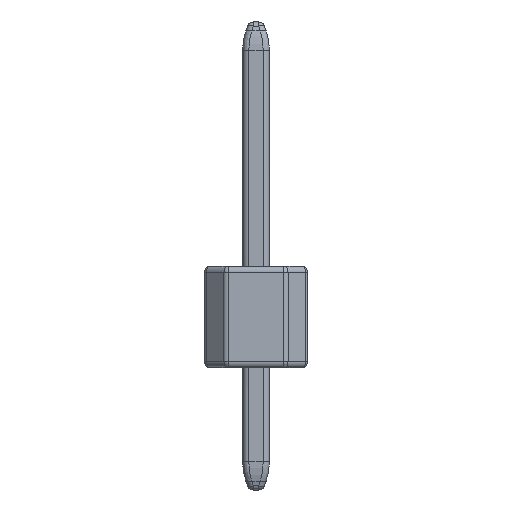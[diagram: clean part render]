
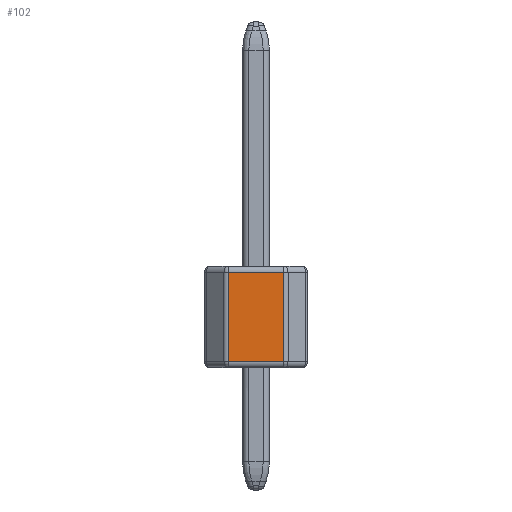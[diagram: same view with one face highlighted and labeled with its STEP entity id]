
A CAD part, left-side view. The second image highlights one B-rep face of the part: STEP entity #102.
In plain terms, the highlighted planar face has unit normal (-1, 0, 0).
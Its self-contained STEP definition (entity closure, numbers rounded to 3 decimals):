
#102 = ADVANCED_FACE('',(#103),#117,.T.);
#103 = FACE_BOUND('',#104,.T.);
#104 = EDGE_LOOP('',(#105,#140,#168,#196));
#105 = ORIENTED_EDGE('',*,*,#106,.T.);
#106 = EDGE_CURVE('',#107,#109,#111,.T.);
#107 = VERTEX_POINT('',#108);
#108 = CARTESIAN_POINT('',(-1.27,-0.682,0.15));
#109 = VERTEX_POINT('',#110);
#110 = CARTESIAN_POINT('',(-1.27,-0.682,2.35));
#111 = SURFACE_CURVE('',#112,(#116,#128),.PCURVE_S1.);
#112 = LINE('',#113,#114);
#113 = CARTESIAN_POINT('',(-1.27,-0.682,0.));
#114 = VECTOR('',#115,1.);
#115 = DIRECTION('',(0.,0.,1.));
#116 = PCURVE('',#117,#122);
#117 = PLANE('',#118);
#118 = AXIS2_PLACEMENT_3D('',#119,#120,#121);
#119 = CARTESIAN_POINT('',(-1.27,-0.744,0.));
#120 = DIRECTION('',(-1.,0.,0.));
#121 = DIRECTION('',(0.,1.,0.));
#122 = DEFINITIONAL_REPRESENTATION('',(#123),#127);
#123 = LINE('',#124,#125);
#124 = CARTESIAN_POINT('',(0.062,0.));
#125 = VECTOR('',#126,1.);
#126 = DIRECTION('',(0.,-1.));
#127 = ( GEOMETRIC_REPRESENTATION_CONTEXT(2) 
PARAMETRIC_REPRESENTATION_CONTEXT() REPRESENTATION_CONTEXT('2D SPACE',''
  ) );
#128 = PCURVE('',#129,#134);
#129 = CYLINDRICAL_SURFACE('',#130,0.15);
#130 = AXIS2_PLACEMENT_3D('',#131,#132,#133);
#131 = CARTESIAN_POINT('',(-1.12,-0.682,0.));
#132 = DIRECTION('',(0.,0.,1.));
#133 = DIRECTION('',(-1.,0.,0.));
#134 = DEFINITIONAL_REPRESENTATION('',(#135),#139);
#135 = LINE('',#136,#137);
#136 = CARTESIAN_POINT('',(0.,0.));
#137 = VECTOR('',#138,1.);
#138 = DIRECTION('',(0.,1.));
#139 = ( GEOMETRIC_REPRESENTATION_CONTEXT(2) 
PARAMETRIC_REPRESENTATION_CONTEXT() REPRESENTATION_CONTEXT('2D SPACE',''
  ) );
#140 = ORIENTED_EDGE('',*,*,#141,.T.);
#141 = EDGE_CURVE('',#109,#142,#144,.T.);
#142 = VERTEX_POINT('',#143);
#143 = CARTESIAN_POINT('',(-1.27,0.682,2.35));
#144 = SURFACE_CURVE('',#145,(#149,#156),.PCURVE_S1.);
#145 = LINE('',#146,#147);
#146 = CARTESIAN_POINT('',(-1.27,-0.744,2.35));
#147 = VECTOR('',#148,1.);
#148 = DIRECTION('',(0.,1.,0.));
#149 = PCURVE('',#117,#150);
#150 = DEFINITIONAL_REPRESENTATION('',(#151),#155);
#151 = LINE('',#152,#153);
#152 = CARTESIAN_POINT('',(0.,-2.35));
#153 = VECTOR('',#154,1.);
#154 = DIRECTION('',(1.,0.));
#155 = ( GEOMETRIC_REPRESENTATION_CONTEXT(2) 
PARAMETRIC_REPRESENTATION_CONTEXT() REPRESENTATION_CONTEXT('2D SPACE',''
  ) );
#156 = PCURVE('',#157,#162);
#157 = CYLINDRICAL_SURFACE('',#158,0.15);
#158 = AXIS2_PLACEMENT_3D('',#159,#160,#161);
#159 = CARTESIAN_POINT('',(-1.12,-0.744,2.35));
#160 = DIRECTION('',(0.,1.,0.));
#161 = DIRECTION('',(-1.,0.,0.));
#162 = DEFINITIONAL_REPRESENTATION('',(#163),#167);
#163 = LINE('',#164,#165);
#164 = CARTESIAN_POINT('',(0.,0.));
#165 = VECTOR('',#166,1.);
#166 = DIRECTION('',(0.,1.));
#167 = ( GEOMETRIC_REPRESENTATION_CONTEXT(2) 
PARAMETRIC_REPRESENTATION_CONTEXT() REPRESENTATION_CONTEXT('2D SPACE',''
  ) );
#168 = ORIENTED_EDGE('',*,*,#169,.F.);
#169 = EDGE_CURVE('',#170,#142,#172,.T.);
#170 = VERTEX_POINT('',#171);
#171 = CARTESIAN_POINT('',(-1.27,0.682,0.15));
#172 = SURFACE_CURVE('',#173,(#177,#184),.PCURVE_S1.);
#173 = LINE('',#174,#175);
#174 = CARTESIAN_POINT('',(-1.27,0.682,0.));
#175 = VECTOR('',#176,1.);
#176 = DIRECTION('',(0.,0.,1.));
#177 = PCURVE('',#117,#178);
#178 = DEFINITIONAL_REPRESENTATION('',(#179),#183);
#179 = LINE('',#180,#181);
#180 = CARTESIAN_POINT('',(1.426,0.));
#181 = VECTOR('',#182,1.);
#182 = DIRECTION('',(0.,-1.));
#183 = ( GEOMETRIC_REPRESENTATION_CONTEXT(2) 
PARAMETRIC_REPRESENTATION_CONTEXT() REPRESENTATION_CONTEXT('2D SPACE',''
  ) );
#184 = PCURVE('',#185,#190);
#185 = CYLINDRICAL_SURFACE('',#186,0.15);
#186 = AXIS2_PLACEMENT_3D('',#187,#188,#189);
#187 = CARTESIAN_POINT('',(-1.12,0.682,0.));
#188 = DIRECTION('',(0.,0.,1.));
#189 = DIRECTION('',(-1.,0.,0.));
#190 = DEFINITIONAL_REPRESENTATION('',(#191),#195);
#191 = LINE('',#192,#193);
#192 = CARTESIAN_POINT('',(-0.,0.));
#193 = VECTOR('',#194,1.);
#194 = DIRECTION('',(-0.,1.));
#195 = ( GEOMETRIC_REPRESENTATION_CONTEXT(2) 
PARAMETRIC_REPRESENTATION_CONTEXT() REPRESENTATION_CONTEXT('2D SPACE',''
  ) );
#196 = ORIENTED_EDGE('',*,*,#197,.F.);
#197 = EDGE_CURVE('',#107,#170,#198,.T.);
#198 = SURFACE_CURVE('',#199,(#203,#210),.PCURVE_S1.);
#199 = LINE('',#200,#201);
#200 = CARTESIAN_POINT('',(-1.27,-0.744,0.15));
#201 = VECTOR('',#202,1.);
#202 = DIRECTION('',(0.,1.,0.));
#203 = PCURVE('',#117,#204);
#204 = DEFINITIONAL_REPRESENTATION('',(#205),#209);
#205 = LINE('',#206,#207);
#206 = CARTESIAN_POINT('',(0.,-0.15));
#207 = VECTOR('',#208,1.);
#208 = DIRECTION('',(1.,0.));
#209 = ( GEOMETRIC_REPRESENTATION_CONTEXT(2) 
PARAMETRIC_REPRESENTATION_CONTEXT() REPRESENTATION_CONTEXT('2D SPACE',''
  ) );
#210 = PCURVE('',#211,#216);
#211 = CYLINDRICAL_SURFACE('',#212,0.15);
#212 = AXIS2_PLACEMENT_3D('',#213,#214,#215);
#213 = CARTESIAN_POINT('',(-1.12,-0.744,0.15));
#214 = DIRECTION('',(0.,1.,0.));
#215 = DIRECTION('',(-1.,0.,0.));
#216 = DEFINITIONAL_REPRESENTATION('',(#217),#221);
#217 = LINE('',#218,#219);
#218 = CARTESIAN_POINT('',(-0.,0.));
#219 = VECTOR('',#220,1.);
#220 = DIRECTION('',(-0.,1.));
#221 = ( GEOMETRIC_REPRESENTATION_CONTEXT(2) 
PARAMETRIC_REPRESENTATION_CONTEXT() REPRESENTATION_CONTEXT('2D SPACE',''
  ) );
